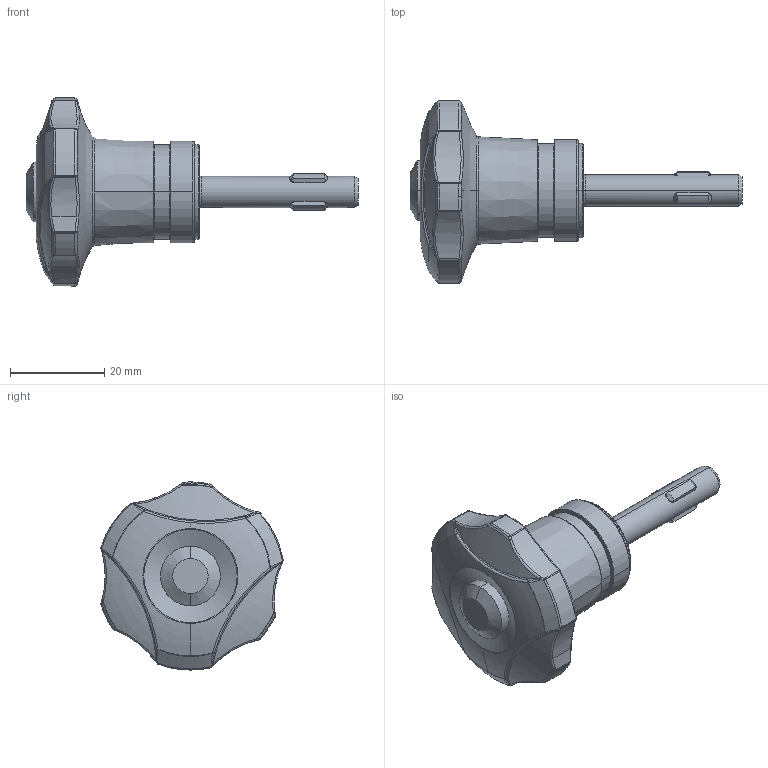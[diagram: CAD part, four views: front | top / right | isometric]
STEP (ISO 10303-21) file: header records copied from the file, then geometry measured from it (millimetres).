
FILE_DESCRIPTION(('STEP AP214'),'1');
FILE_NAME('HALDERN_EH_22355_0104.stp','2021-10-25T07:05:45',('TraceParts'),('TraceParts S.A.'),'Spatial InterOp 3D',' ',' ');
FILE_SCHEMA(('AUTOMOTIVE_DESIGN { 1 0 10303 214 1 1 1 1 }'));
Length unit declared in the file: millimetre
Products named in the file (1): HALDERN_EH_22355_0104
Bounding box: 70.6 x 38.76 x 39.99 mm (x, y, z)
Volume: 20788.1 mm3; surface area: 5625.3 mm2
Topology: 1 solids, 2 shells, 235 faces, 520 edges, 296 vertices
Faces by surface type: bspline 137, cylinder 57, cone 22, plane 13, torus 6
Entity records: 11476 total; most frequent: CARTESIAN_POINT 5359, ORIENTED_EDGE 1040, DIRECTION 716, EDGE_CURVE 520, AXIS2_PLACEMENT_3D 326, VERTEX_POINT 296, EDGE_LOOP 244, STYLED_ITEM 236
